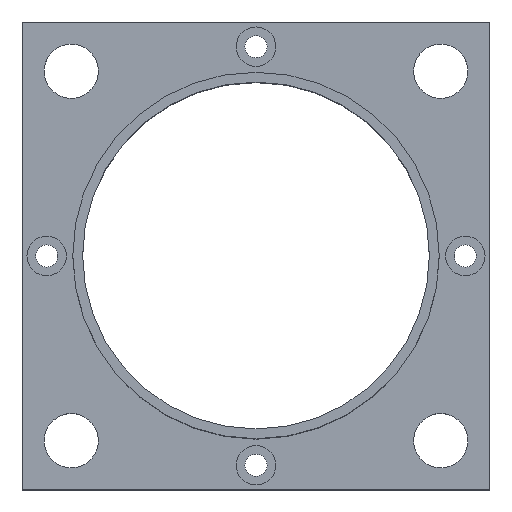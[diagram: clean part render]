
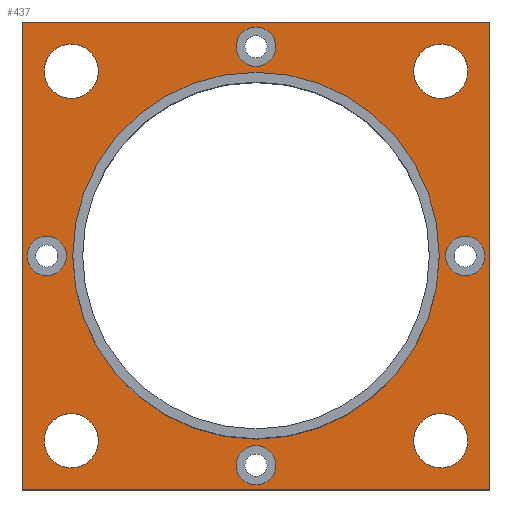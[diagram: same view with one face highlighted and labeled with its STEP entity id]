
A CAD part, top view. The second image highlights one B-rep face of the part: STEP entity #437.
In plain terms, the highlighted planar face has unit normal (0, 0, 1).
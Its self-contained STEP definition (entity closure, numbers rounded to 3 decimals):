
#20=FACE_BOUND('',#103,.T.);
#21=FACE_BOUND('',#104,.T.);
#22=FACE_BOUND('',#105,.T.);
#23=FACE_BOUND('',#106,.T.);
#24=FACE_BOUND('',#107,.T.);
#25=FACE_BOUND('',#108,.T.);
#26=FACE_BOUND('',#109,.T.);
#27=FACE_BOUND('',#110,.T.);
#28=FACE_BOUND('',#111,.T.);
#47=PLANE('',#504);
#72=FACE_OUTER_BOUND('',#102,.T.);
#102=EDGE_LOOP('',(#374,#375,#376,#377));
#103=EDGE_LOOP('',(#378));
#104=EDGE_LOOP('',(#379));
#105=EDGE_LOOP('',(#380));
#106=EDGE_LOOP('',(#381));
#107=EDGE_LOOP('',(#382));
#108=EDGE_LOOP('',(#383));
#109=EDGE_LOOP('',(#384));
#110=EDGE_LOOP('',(#385));
#111=EDGE_LOOP('',(#386));
#138=LINE('',#737,#164);
#141=LINE('',#743,#167);
#144=LINE('',#749,#170);
#147=LINE('',#753,#173);
#164=VECTOR('',#620,10.);
#167=VECTOR('',#625,10.);
#170=VECTOR('',#630,10.);
#173=VECTOR('',#635,10.);
#174=CIRCLE('',#454,5.5);
#176=CIRCLE('',#457,5.5);
#178=CIRCLE('',#460,5.5);
#180=CIRCLE('',#463,5.5);
#183=CIRCLE('',#467,37.2);
#187=CIRCLE('',#474,4.);
#191=CIRCLE('',#481,4.);
#195=CIRCLE('',#488,4.);
#199=CIRCLE('',#495,4.);
#202=VERTEX_POINT('',#642);
#204=VERTEX_POINT('',#648);
#206=VERTEX_POINT('',#654);
#208=VERTEX_POINT('',#660);
#211=VERTEX_POINT('',#668);
#215=VERTEX_POINT('',#680);
#219=VERTEX_POINT('',#693);
#223=VERTEX_POINT('',#706);
#227=VERTEX_POINT('',#719);
#232=VERTEX_POINT('',#734);
#233=VERTEX_POINT('',#736);
#235=VERTEX_POINT('',#742);
#237=VERTEX_POINT('',#748);
#238=EDGE_CURVE('',#202,#202,#174,.T.);
#241=EDGE_CURVE('',#204,#204,#176,.T.);
#244=EDGE_CURVE('',#206,#206,#178,.T.);
#247=EDGE_CURVE('',#208,#208,#180,.T.);
#252=EDGE_CURVE('',#211,#211,#183,.T.);
#256=EDGE_CURVE('',#215,#215,#187,.T.);
#262=EDGE_CURVE('',#219,#219,#191,.T.);
#268=EDGE_CURVE('',#223,#223,#195,.T.);
#274=EDGE_CURVE('',#227,#227,#199,.T.);
#282=EDGE_CURVE('',#233,#232,#138,.T.);
#285=EDGE_CURVE('',#235,#233,#141,.T.);
#288=EDGE_CURVE('',#237,#235,#144,.T.);
#291=EDGE_CURVE('',#232,#237,#147,.T.);
#374=ORIENTED_EDGE('',*,*,#291,.T.);
#375=ORIENTED_EDGE('',*,*,#288,.T.);
#376=ORIENTED_EDGE('',*,*,#285,.T.);
#377=ORIENTED_EDGE('',*,*,#282,.T.);
#378=ORIENTED_EDGE('',*,*,#238,.T.);
#379=ORIENTED_EDGE('',*,*,#241,.T.);
#380=ORIENTED_EDGE('',*,*,#244,.T.);
#381=ORIENTED_EDGE('',*,*,#247,.T.);
#382=ORIENTED_EDGE('',*,*,#252,.T.);
#383=ORIENTED_EDGE('',*,*,#256,.T.);
#384=ORIENTED_EDGE('',*,*,#262,.T.);
#385=ORIENTED_EDGE('',*,*,#268,.T.);
#386=ORIENTED_EDGE('',*,*,#274,.T.);
#437=ADVANCED_FACE('',(#72,#20,#21,#22,#23,#24,#25,#26,#27,#28),#47,.T.);
#454=AXIS2_PLACEMENT_3D('',#643,#510,#511);
#457=AXIS2_PLACEMENT_3D('',#649,#517,#518);
#460=AXIS2_PLACEMENT_3D('',#655,#524,#525);
#463=AXIS2_PLACEMENT_3D('',#661,#531,#532);
#467=AXIS2_PLACEMENT_3D('',#670,#541,#542);
#474=AXIS2_PLACEMENT_3D('',#681,#555,#556);
#481=AXIS2_PLACEMENT_3D('',#694,#571,#572);
#488=AXIS2_PLACEMENT_3D('',#707,#587,#588);
#495=AXIS2_PLACEMENT_3D('',#720,#603,#604);
#504=AXIS2_PLACEMENT_3D('',#754,#636,#637);
#510=DIRECTION('center_axis',(0.,0.,-1.));
#511=DIRECTION('ref_axis',(1.,0.,0.));
#517=DIRECTION('center_axis',(0.,0.,-1.));
#518=DIRECTION('ref_axis',(1.,0.,0.));
#524=DIRECTION('center_axis',(0.,0.,-1.));
#525=DIRECTION('ref_axis',(1.,0.,0.));
#531=DIRECTION('center_axis',(0.,0.,-1.));
#532=DIRECTION('ref_axis',(1.,0.,0.));
#541=DIRECTION('center_axis',(0.,0.,-1.));
#542=DIRECTION('ref_axis',(-1.,0.,0.));
#555=DIRECTION('center_axis',(0.,0.,-1.));
#556=DIRECTION('ref_axis',(1.,0.,0.));
#571=DIRECTION('center_axis',(0.,0.,-1.));
#572=DIRECTION('ref_axis',(1.,0.,0.));
#587=DIRECTION('center_axis',(0.,0.,-1.));
#588=DIRECTION('ref_axis',(1.,0.,0.));
#603=DIRECTION('center_axis',(0.,0.,-1.));
#604=DIRECTION('ref_axis',(1.,0.,0.));
#620=DIRECTION('',(0.,-1.,0.));
#625=DIRECTION('',(-1.,0.,0.));
#630=DIRECTION('',(0.,1.,0.));
#635=DIRECTION('',(1.,0.,0.));
#636=DIRECTION('center_axis',(0.,0.,1.));
#637=DIRECTION('ref_axis',(1.,0.,0.));
#642=CARTESIAN_POINT('',(32.,37.5,10.));
#643=CARTESIAN_POINT('Origin',(37.5,37.5,10.));
#648=CARTESIAN_POINT('',(-43.,-37.5,10.));
#649=CARTESIAN_POINT('Origin',(-37.5,-37.5,10.));
#654=CARTESIAN_POINT('',(-43.,37.5,10.));
#655=CARTESIAN_POINT('Origin',(-37.5,37.5,10.));
#660=CARTESIAN_POINT('',(32.,-37.5,10.));
#661=CARTESIAN_POINT('Origin',(37.5,-37.5,10.));
#668=CARTESIAN_POINT('',(37.2,0.,10.));
#670=CARTESIAN_POINT('Origin',(0.,0.,10.));
#680=CARTESIAN_POINT('',(38.5,0.,10.));
#681=CARTESIAN_POINT('Origin',(42.5,0.,10.));
#693=CARTESIAN_POINT('',(-46.5,0.,10.));
#694=CARTESIAN_POINT('Origin',(-42.5,0.,10.));
#706=CARTESIAN_POINT('',(-4.,42.5,10.));
#707=CARTESIAN_POINT('Origin',(0.,42.5,10.));
#719=CARTESIAN_POINT('',(-4.,-42.5,10.));
#720=CARTESIAN_POINT('Origin',(0.,-42.5,10.));
#734=CARTESIAN_POINT('',(-47.5,-47.5,10.));
#736=CARTESIAN_POINT('',(-47.5,47.5,10.));
#737=CARTESIAN_POINT('',(-47.5,-47.5,10.));
#742=CARTESIAN_POINT('',(47.5,47.5,10.));
#743=CARTESIAN_POINT('',(-47.5,47.5,10.));
#748=CARTESIAN_POINT('',(47.5,-47.5,10.));
#749=CARTESIAN_POINT('',(47.5,47.5,10.));
#753=CARTESIAN_POINT('',(47.5,-47.5,10.));
#754=CARTESIAN_POINT('Origin',(0.,0.,
10.));
